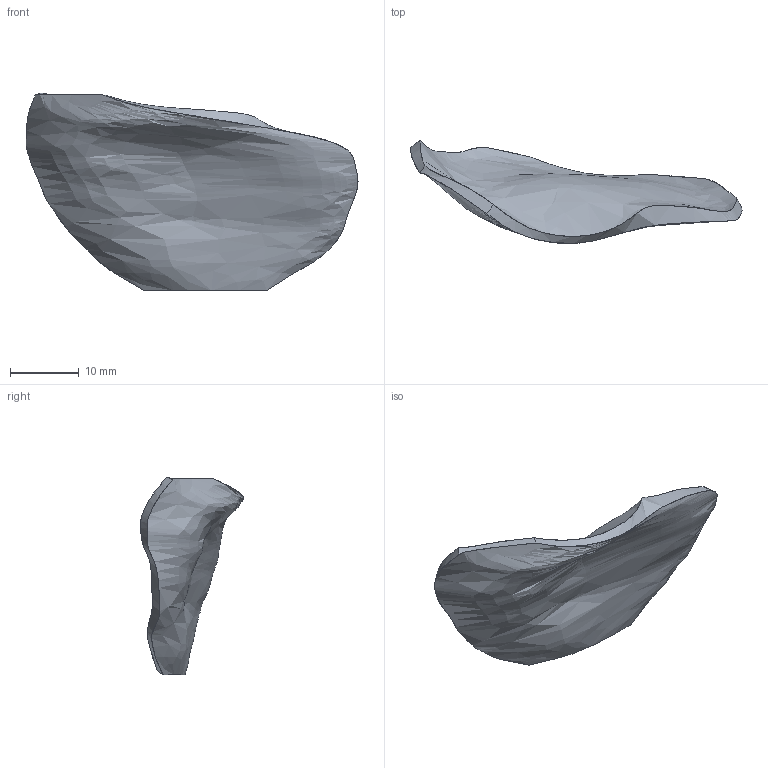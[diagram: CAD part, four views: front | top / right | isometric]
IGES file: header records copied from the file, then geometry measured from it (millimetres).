
Global section: file name: 44Hmed_tibial_cartilage.igs; native system: Rhinoceros ( Feb 22 2008 ); preprocessor: Trout Lake IGES 012 Feb 22 2008; date: 100224.000157; units: millimetre
Bounding box: 48.29 x 15 x 28.74 mm (x, y, z)
Surface area: 2494.2 mm2 (no closed solid volume)
Topology: 0 solids, 0 shells, 6 faces, 125 edges, 125 vertices
Faces by surface type: bspline 6
